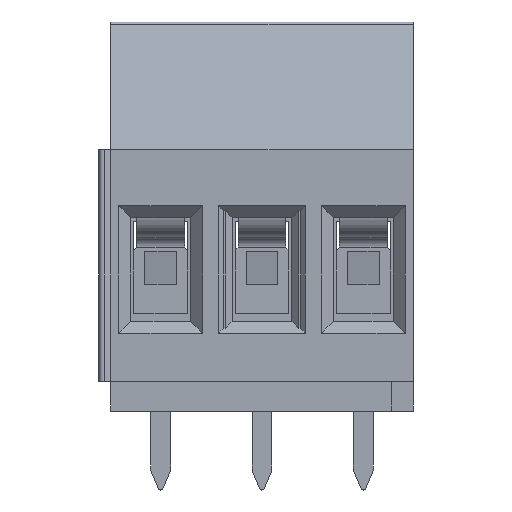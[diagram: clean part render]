
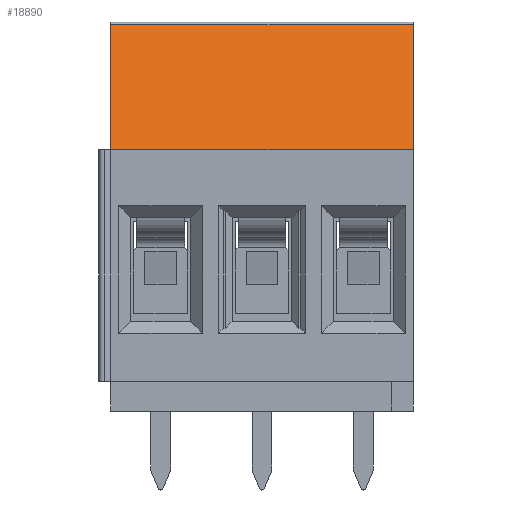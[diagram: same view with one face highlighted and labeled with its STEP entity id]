
A CAD part, front view. The second image highlights one B-rep face of the part: STEP entity #18890.
In plain terms, the highlighted planar face has unit normal (0, -0.941, 0.338).
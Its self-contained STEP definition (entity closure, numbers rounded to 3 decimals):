
#8109 = PLANE('',#8110);
#8110 = AXIS2_PLACEMENT_3D('',#8111,#8112,#8113);
#8111 = CARTESIAN_POINT('',(12.66,0.,0.));
#8112 = DIRECTION('',(-1.,0.,0.));
#8113 = DIRECTION('',(0.,0.,-1.));
#8520 = VERTEX_POINT('',#8521);
#8521 = CARTESIAN_POINT('',(12.66,-2.348,19.368));
#8536 = CYLINDRICAL_SURFACE('',#8537,0.2);
#8537 = AXIS2_PLACEMENT_3D('',#8538,#8539,#8540);
#8538 = CARTESIAN_POINT('',(12.5,-2.159,19.3));
#8539 = DIRECTION('',(-1.,0.,0.));
#8540 = DIRECTION('',(0.,-0.941,0.338));
#8548 = EDGE_CURVE('',#8549,#8520,#8551,.T.);
#8549 = VERTEX_POINT('',#8550);
#8550 = CARTESIAN_POINT('',(12.66,-4.6,13.1));
#8551 = SURFACE_CURVE('',#8552,(#8556,#8563),.PCURVE_S1.);
#8552 = LINE('',#8553,#8554);
#8553 = CARTESIAN_POINT('',(12.66,-4.6,13.1));
#8554 = VECTOR('',#8555,1.);
#8555 = DIRECTION('',(0.,0.338,0.941));
#8556 = PCURVE('',#8109,#8557);
#8557 = DEFINITIONAL_REPRESENTATION('',(#8558),#8562);
#8558 = LINE('',#8559,#8560);
#8559 = CARTESIAN_POINT('',(-13.1,4.6));
#8560 = VECTOR('',#8561,1.);
#8561 = DIRECTION('',(-0.941,-0.338));
#8562 = ( GEOMETRIC_REPRESENTATION_CONTEXT(2) 
PARAMETRIC_REPRESENTATION_CONTEXT() REPRESENTATION_CONTEXT('2D SPACE',''
  ) );
#8563 = PCURVE('',#8564,#8569);
#8564 = PLANE('',#8565);
#8565 = AXIS2_PLACEMENT_3D('',#8566,#8567,#8568);
#8566 = CARTESIAN_POINT('',(12.5,-4.6,13.1));
#8567 = DIRECTION('',(0.,-0.941,0.338));
#8568 = DIRECTION('',(0.,0.338,0.941));
#8569 = DEFINITIONAL_REPRESENTATION('',(#8570),#8574);
#8570 = LINE('',#8571,#8572);
#8571 = CARTESIAN_POINT('',(0.,-0.16));
#8572 = VECTOR('',#8573,1.);
#8573 = DIRECTION('',(1.,0.));
#8574 = ( GEOMETRIC_REPRESENTATION_CONTEXT(2) 
PARAMETRIC_REPRESENTATION_CONTEXT() REPRESENTATION_CONTEXT('2D SPACE',''
  ) );
#8592 = PLANE('',#8593);
#8593 = AXIS2_PLACEMENT_3D('',#8594,#8595,#8596);
#8594 = CARTESIAN_POINT('',(12.5,-4.9,13.1));
#8595 = DIRECTION('',(0.,0.,1.));
#8596 = DIRECTION('',(0.,1.,0.));
#14884 = PLANE('',#14885);
#14885 = AXIS2_PLACEMENT_3D('',#14886,#14887,#14888);
#14886 = CARTESIAN_POINT('',(-2.5,0.,0.));
#14887 = DIRECTION('',(-1.,0.,0.));
#14888 = DIRECTION('',(0.,0.,-1.));
#18823 = EDGE_CURVE('',#18824,#8549,#18826,.T.);
#18824 = VERTEX_POINT('',#18825);
#18825 = CARTESIAN_POINT('',(-2.5,-4.6,13.1));
#18826 = SURFACE_CURVE('',#18827,(#18831,#18838),.PCURVE_S1.);
#18827 = LINE('',#18828,#18829);
#18828 = CARTESIAN_POINT('',(6.93,-4.6,13.1));
#18829 = VECTOR('',#18830,1.);
#18830 = DIRECTION('',(1.,0.,0.));
#18831 = PCURVE('',#8592,#18832);
#18832 = DEFINITIONAL_REPRESENTATION('',(#18833),#18837);
#18833 = LINE('',#18834,#18835);
#18834 = CARTESIAN_POINT('',(0.3,5.57));
#18835 = VECTOR('',#18836,1.);
#18836 = DIRECTION('',(0.,-1.));
#18837 = ( GEOMETRIC_REPRESENTATION_CONTEXT(2) 
PARAMETRIC_REPRESENTATION_CONTEXT() REPRESENTATION_CONTEXT('2D SPACE',''
  ) );
#18838 = PCURVE('',#8564,#18839);
#18839 = DEFINITIONAL_REPRESENTATION('',(#18840),#18844);
#18840 = LINE('',#18841,#18842);
#18841 = CARTESIAN_POINT('',(0.,5.57));
#18842 = VECTOR('',#18843,1.);
#18843 = DIRECTION('',(0.,-1.));
#18844 = ( GEOMETRIC_REPRESENTATION_CONTEXT(2) 
PARAMETRIC_REPRESENTATION_CONTEXT() REPRESENTATION_CONTEXT('2D SPACE',''
  ) );
#18890 = ADVANCED_FACE('',(#18891),#8564,.T.);
#18891 = FACE_BOUND('',#18892,.T.);
#18892 = EDGE_LOOP('',(#18893,#18916,#18937,#18938));
#18893 = ORIENTED_EDGE('',*,*,#18894,.F.);
#18894 = EDGE_CURVE('',#18895,#8520,#18897,.T.);
#18895 = VERTEX_POINT('',#18896);
#18896 = CARTESIAN_POINT('',(-2.5,-2.348,19.368));
#18897 = SURFACE_CURVE('',#18898,(#18902,#18909),.PCURVE_S1.);
#18898 = LINE('',#18899,#18900);
#18899 = CARTESIAN_POINT('',(6.93,-2.348,19.368));
#18900 = VECTOR('',#18901,1.);
#18901 = DIRECTION('',(1.,0.,0.));
#18902 = PCURVE('',#8564,#18903);
#18903 = DEFINITIONAL_REPRESENTATION('',(#18904),#18908);
#18904 = LINE('',#18905,#18906);
#18905 = CARTESIAN_POINT('',(6.66,5.57));
#18906 = VECTOR('',#18907,1.);
#18907 = DIRECTION('',(0.,-1.));
#18908 = ( GEOMETRIC_REPRESENTATION_CONTEXT(2) 
PARAMETRIC_REPRESENTATION_CONTEXT() REPRESENTATION_CONTEXT('2D SPACE',''
  ) );
#18909 = PCURVE('',#8536,#18910);
#18910 = DEFINITIONAL_REPRESENTATION('',(#18911),#18915);
#18911 = LINE('',#18912,#18913);
#18912 = CARTESIAN_POINT('',(0.,5.57));
#18913 = VECTOR('',#18914,1.);
#18914 = DIRECTION('',(0.,-1.));
#18915 = ( GEOMETRIC_REPRESENTATION_CONTEXT(2) 
PARAMETRIC_REPRESENTATION_CONTEXT() REPRESENTATION_CONTEXT('2D SPACE',''
  ) );
#18916 = ORIENTED_EDGE('',*,*,#18917,.F.);
#18917 = EDGE_CURVE('',#18824,#18895,#18918,.T.);
#18918 = SURFACE_CURVE('',#18919,(#18923,#18930),.PCURVE_S1.);
#18919 = LINE('',#18920,#18921);
#18920 = CARTESIAN_POINT('',(-2.5,-4.6,13.1));
#18921 = VECTOR('',#18922,1.);
#18922 = DIRECTION('',(0.,0.338,0.941));
#18923 = PCURVE('',#8564,#18924);
#18924 = DEFINITIONAL_REPRESENTATION('',(#18925),#18929);
#18925 = LINE('',#18926,#18927);
#18926 = CARTESIAN_POINT('',(0.,15.));
#18927 = VECTOR('',#18928,1.);
#18928 = DIRECTION('',(1.,0.));
#18929 = ( GEOMETRIC_REPRESENTATION_CONTEXT(2) 
PARAMETRIC_REPRESENTATION_CONTEXT() REPRESENTATION_CONTEXT('2D SPACE',''
  ) );
#18930 = PCURVE('',#14884,#18931);
#18931 = DEFINITIONAL_REPRESENTATION('',(#18932),#18936);
#18932 = LINE('',#18933,#18934);
#18933 = CARTESIAN_POINT('',(-13.1,4.6));
#18934 = VECTOR('',#18935,1.);
#18935 = DIRECTION('',(-0.941,-0.338));
#18936 = ( GEOMETRIC_REPRESENTATION_CONTEXT(2) 
PARAMETRIC_REPRESENTATION_CONTEXT() REPRESENTATION_CONTEXT('2D SPACE',''
  ) );
#18937 = ORIENTED_EDGE('',*,*,#18823,.T.);
#18938 = ORIENTED_EDGE('',*,*,#8548,.T.);
